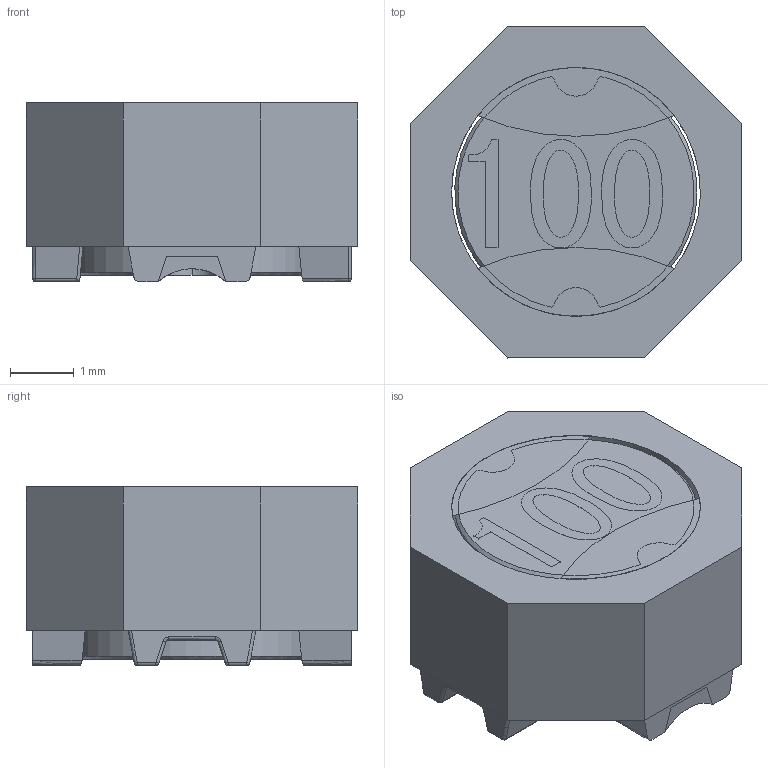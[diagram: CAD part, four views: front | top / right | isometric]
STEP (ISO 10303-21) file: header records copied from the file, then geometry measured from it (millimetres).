
FILE_DESCRIPTION( ('This file contains a STEP AP42 implementation' ,'as created by ZW3D STEP Interface translator.') ,'2;1' );
FILE_NAME( 'ASU5028-L.stp' ,'14 319. 82329', (''), ('ZWCAD Software Co.'), 'Version 1.0', 'ZW3D to STEP translator', '' );
FILE_SCHEMA( ('CONFIG_CONTROL_DESIGN') );
Length unit declared in the file: millimetre
Products named in the file (1): 0
Bounding box: 5.2 x 5.2 x 2.81 mm (x, y, z)
Volume: 49.7 mm3; surface area: 280.4 mm2
Topology: 14 solids, 14 shells, 200 faces, 473 edges, 303 vertices
Faces by surface type: bspline 200
Entity records: 109665 total; most frequent: CARTESIAN_POINT 106852, ORIENTED_EDGE 946, EDGE_CURVE 473, B_SPLINE_CURVE_WITH_KNOTS 322, VERTEX_POINT 303, EDGE_LOOP 208, FACE_OUTER_BOUND 200, ADVANCED_FACE 200
